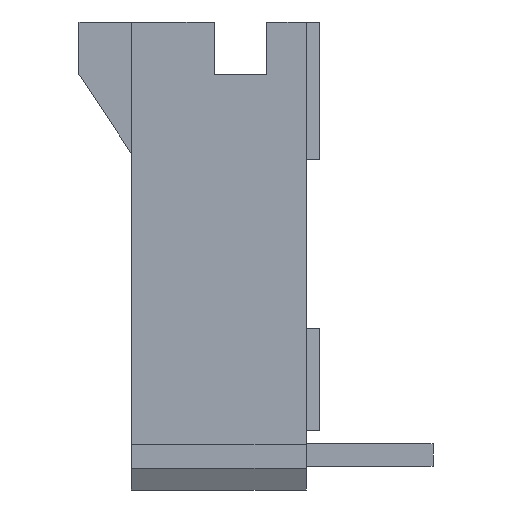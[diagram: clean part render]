
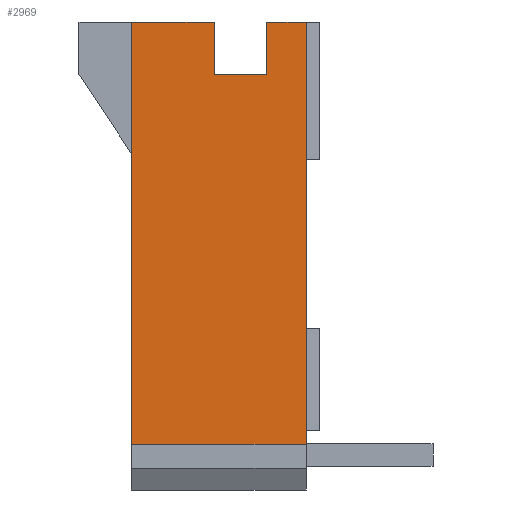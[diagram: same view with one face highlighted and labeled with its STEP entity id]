
A CAD part, left-side view. The second image highlights one B-rep face of the part: STEP entity #2969.
In plain terms, the highlighted planar face has unit normal (-1, 0, 0).
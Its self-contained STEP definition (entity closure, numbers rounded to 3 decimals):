
#134=DIRECTION('',(0.,0.,1.));
#135=VECTOR('',#134,1.52);
#136=CARTESIAN_POINT('',(-10.095,0.13,-1.52));
#137=LINE('',#136,#135);
#138=DIRECTION('',(0.,1.,0.));
#139=VECTOR('',#138,1.52);
#140=CARTESIAN_POINT('',(-10.095,-1.39,-1.52));
#141=LINE('',#140,#139);
#142=DIRECTION('',(0.,0.,-1.));
#143=VECTOR('',#142,1.52);
#144=CARTESIAN_POINT('',(-10.095,-1.39,0.));
#145=LINE('',#144,#143);
#146=DIRECTION('',(0.,-1.,0.));
#147=VECTOR('',#146,1.15);
#148=CARTESIAN_POINT('',(-10.095,-1.39,0.));
#149=LINE('',#148,#147);
#150=DIRECTION('',(0.,0.,-1.));
#151=VECTOR('',#150,12.255);
#152=CARTESIAN_POINT('',(-10.095,-2.54,0.));
#153=LINE('',#152,#151);
#154=DIRECTION('',(0.,1.,0.));
#155=VECTOR('',#154,5.08);
#156=CARTESIAN_POINT('',(-10.095,-2.54,-12.255));
#157=LINE('',#156,#155);
#158=DIRECTION('',(0.,-1.,0.));
#159=VECTOR('',#158,2.41);
#160=CARTESIAN_POINT('',(-10.095,2.54,0.));
#161=LINE('',#160,#159);
#1884=DIRECTION('',(0.,0.,-1.));
#1885=VECTOR('',#1884,12.255);
#1886=CARTESIAN_POINT('',(-10.095,2.54,0.));
#1887=LINE('',#1886,#1885);
#2334=CARTESIAN_POINT('',(-10.095,-2.54,0.));
#2335=CARTESIAN_POINT('',(-10.095,-2.54,-12.255));
#2336=VERTEX_POINT('',#2334);
#2337=VERTEX_POINT('',#2335);
#2340=CARTESIAN_POINT('',(-10.095,0.13,-1.52));
#2341=CARTESIAN_POINT('',(-10.095,0.13,0.));
#2342=VERTEX_POINT('',#2340);
#2343=VERTEX_POINT('',#2341);
#2372=CARTESIAN_POINT('',(-10.095,-1.39,0.));
#2373=CARTESIAN_POINT('',(-10.095,-1.39,-1.52));
#2374=VERTEX_POINT('',#2372);
#2375=VERTEX_POINT('',#2373);
#2432=CARTESIAN_POINT('',(-10.095,2.54,0.));
#2433=VERTEX_POINT('',#2432);
#2454=CARTESIAN_POINT('',(-10.095,2.54,-12.255));
#2455=VERTEX_POINT('',#2454);
#2946=CARTESIAN_POINT('',(-10.095,0.,0.));
#2947=DIRECTION('',(1.,0.,0.));
#2948=DIRECTION('',(0.,0.,-1.));
#2949=AXIS2_PLACEMENT_3D('',#2946,#2947,#2948);
#2950=PLANE('',#2949);
#2952=ORIENTED_EDGE('',*,*,#2951,.F.);
#2954=ORIENTED_EDGE('',*,*,#2953,.F.);
#2956=ORIENTED_EDGE('',*,*,#2955,.F.);
#2958=ORIENTED_EDGE('',*,*,#2957,.T.);
#2960=ORIENTED_EDGE('',*,*,#2959,.T.);
#2962=ORIENTED_EDGE('',*,*,#2961,.T.);
#2964=ORIENTED_EDGE('',*,*,#2963,.F.);
#2966=ORIENTED_EDGE('',*,*,#2965,.T.);
#2967=EDGE_LOOP('',(#2952,#2954,#2956,#2958,#2960,#2962,#2964,#2966));
#2968=FACE_OUTER_BOUND('',#2967,.F.);
#2951=EDGE_CURVE('',#2342,#2343,#137,.T.);
#2953=EDGE_CURVE('',#2375,#2342,#141,.T.);
#2955=EDGE_CURVE('',#2374,#2375,#145,.T.);
#2957=EDGE_CURVE('',#2374,#2336,#149,.T.);
#2959=EDGE_CURVE('',#2336,#2337,#153,.T.);
#2961=EDGE_CURVE('',#2337,#2455,#157,.T.);
#2963=EDGE_CURVE('',#2433,#2455,#1887,.T.);
#2965=EDGE_CURVE('',#2433,#2343,#161,.T.);
#2969=ADVANCED_FACE('',(#2968),#2950,.F.);
